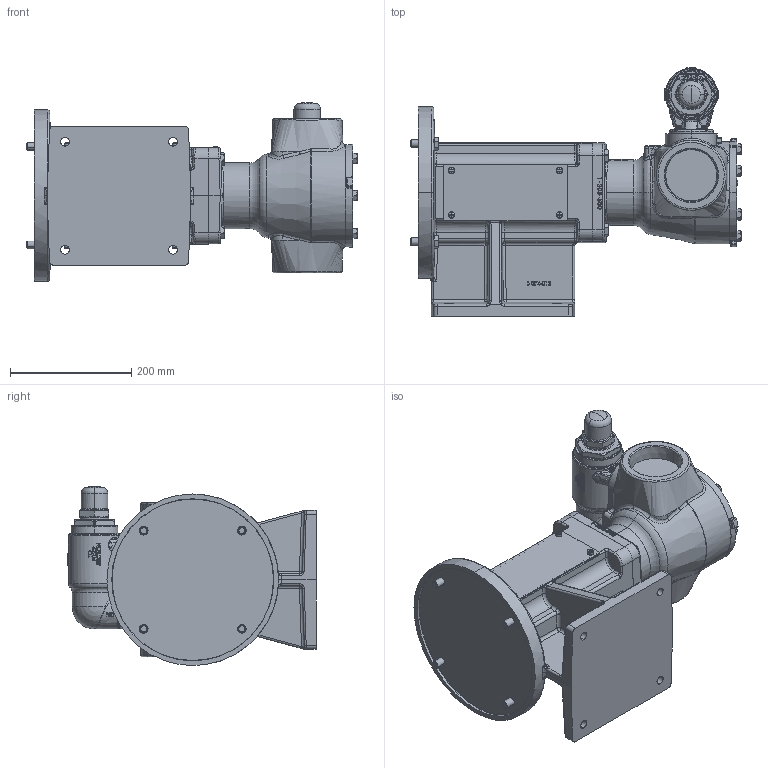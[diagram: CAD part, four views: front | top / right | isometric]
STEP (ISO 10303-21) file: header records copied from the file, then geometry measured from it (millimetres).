
FILE_DESCRIPTION (( 'STEP AP214' ), '1' );
FILE_NAME ('AL495-M_(284-286TC).STEP', '2017-02-27T14:29:58', ( '' ), ( '' ), 'SwSTEP 2.0', 'SolidWorks 2016', '' );
FILE_SCHEMA (( 'AUTOMOTIVE_DESIGN' ));
Length unit declared in the file: inch
Products named in the file (2): AL495-M_(284-286TC)
Bounding box: 543.62 x 408.96 x 294.89 mm (x, y, z)
Volume: 15790942.1 mm3; surface area: 811810.8 mm2
Topology: 1 solids, 14 shells, 2842 faces, 7237 edges, 4531 vertices
Faces by surface type: plane 1074, bspline 854, cylinder 529, cone 187, torus 114, sphere 84
Entity records: 175134 total; most frequent: CARTESIAN_POINT 98796, ORIENTED_EDGE 14366, DIRECTION 10201, EDGE_CURVE 7183, VERTEX_POINT 4527, AXIS2_PLACEMENT_3D 3831, EDGE_LOOP 3044, FACE_OUTER_BOUND 2842
